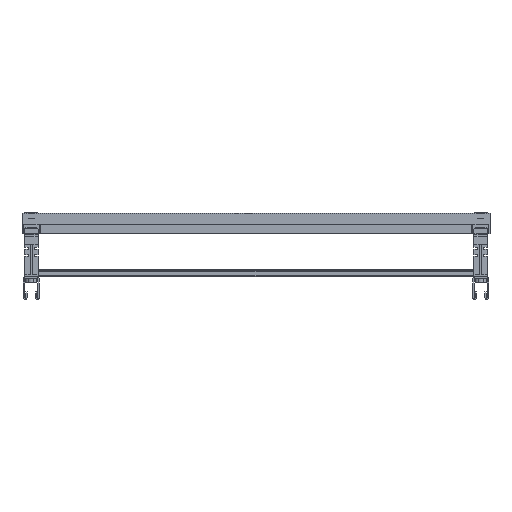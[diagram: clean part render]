
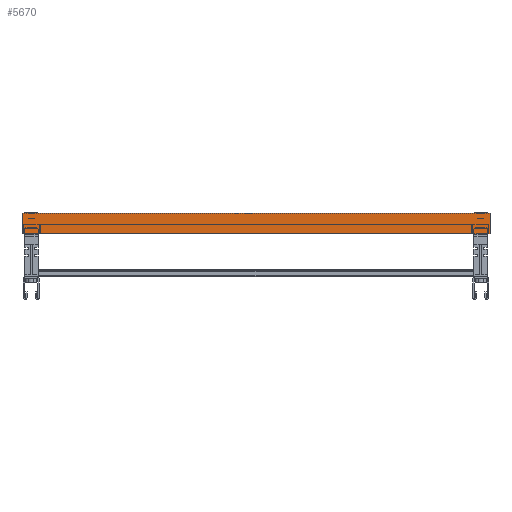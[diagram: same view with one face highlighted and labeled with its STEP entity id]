
A CAD part, front view. The second image highlights one B-rep face of the part: STEP entity #5670.
In plain terms, the highlighted planar face has unit normal (0, -1, 0).
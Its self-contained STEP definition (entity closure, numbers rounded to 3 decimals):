
#5670=ADVANCED_FACE('',(#14702),#14703,.F.);
#14702=FACE_OUTER_BOUND('',#28315,.T.);
#14703=PLANE('',#28316);
#28315=EDGE_LOOP('',(#43145,#43146,#43147,#43148));
#28316=AXIS2_PLACEMENT_3D('',#43149,#43150,#43151);
#43145=ORIENTED_EDGE('',*,*,#83110,.T.);
#43146=ORIENTED_EDGE('',*,*,#83111,.T.);
#43147=ORIENTED_EDGE('',*,*,#83112,.T.);
#43148=ORIENTED_EDGE('',*,*,#82380,.T.);
#43149=CARTESIAN_POINT('',(250.0,0.0,81.001));
#43150=DIRECTION('',(-0.0,1.0,0.0));
#43151=DIRECTION('',(1.0,0.0,0.0));
#82380=EDGE_CURVE('',#98735,#98733,#98736,.T.);
#83110=EDGE_CURVE('',#98733,#99805,#99806,.T.);
#83111=EDGE_CURVE('',#99805,#99807,#99808,.T.);
#83112=EDGE_CURVE('',#99807,#98735,#99809,.T.);
#98733=VERTEX_POINT('',#122972);
#98735=VERTEX_POINT('',#122975);
#98736=LINE('',#122976,#122977);
#99805=VERTEX_POINT('',#124443);
#99806=LINE('',#124444,#124445);
#99807=VERTEX_POINT('',#124446);
#99808=LINE('',#124447,#124448);
#99809=LINE('',#124449,#124450);
#122972=CARTESIAN_POINT('',(500.0,0.0,70.001));
#122975=CARTESIAN_POINT('',(0.0,0.0,70.001));
#122976=CARTESIAN_POINT('',(250.0,0.0,70.001));
#122977=VECTOR('',#156550,1.0);
#124443=CARTESIAN_POINT('',(500.0,0.0,92.001));
#124444=CARTESIAN_POINT('',(500.0,0.0,81.001));
#124445=VECTOR('',#157356,1.0);
#124446=CARTESIAN_POINT('',(0.0,0.0,92.001));
#124447=CARTESIAN_POINT('',(250.0,0.0,92.001));
#124448=VECTOR('',#157357,1.0);
#124449=CARTESIAN_POINT('',(0.0,0.0,81.001));
#124450=VECTOR('',#157358,1.0);
#156550=DIRECTION('',(1.0,0.0,0.0));
#157356=DIRECTION('',(0.0,0.0,1.0));
#157357=DIRECTION('',(-1.0,0.0,0.0));
#157358=DIRECTION('',(0.0,0.0,-1.0));
